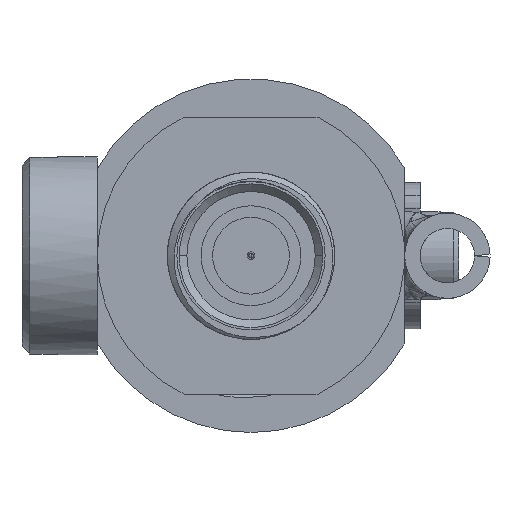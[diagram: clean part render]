
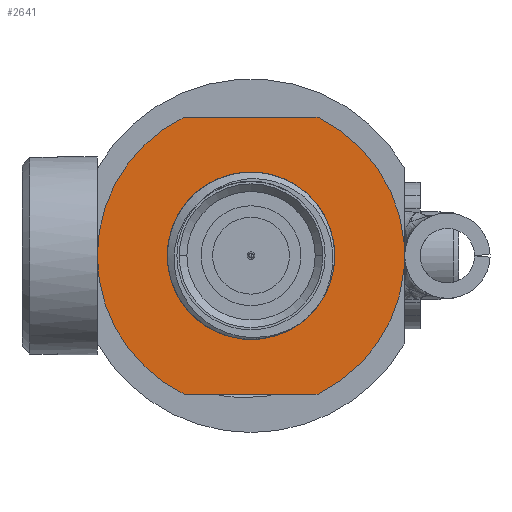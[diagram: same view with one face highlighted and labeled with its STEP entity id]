
A CAD part, left-side view. The second image highlights one B-rep face of the part: STEP entity #2641.
In plain terms, the highlighted planar face has unit normal (-1, 0, 0).
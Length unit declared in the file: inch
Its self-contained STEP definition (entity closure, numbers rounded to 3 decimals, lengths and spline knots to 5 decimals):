
#101 = EDGE_LOOP ( 'NONE', ( #10629, #5243, #12940, #13368, #5571 ) ) ;
#957 = DIRECTION ( 'NONE',  ( 0., 0., 1. ) ) ;
#1742 = VERTEX_POINT ( 'NONE', #12476 ) ;
#2191 = CIRCLE ( 'NONE', #5429, 0.3937 ) ;
#2641 = ADVANCED_FACE ( 'NONE', ( #3336, #7731 ), #8597, .T. ) ;
#2873 = VERTEX_POINT ( 'NONE', #3254 ) ;
#2929 = DIRECTION ( 'NONE',  ( -1., 0., 0. ) ) ;
#3096 = DIRECTION ( 'NONE',  ( -1., 0., 0. ) ) ;
#3254 = CARTESIAN_POINT ( 'NONE',  ( -0.05906, 0., -0.3937 ) ) ;
#3336 = FACE_BOUND ( 'NONE', #4369, .T. ) ;
#3358 = LINE ( 'NONE', #13702, #13703 ) ;
#3563 = VERTEX_POINT ( 'NONE', #9440 ) ;
#3585 = CIRCLE ( 'NONE', #7275, 0.3937 ) ;
#3795 = ORIENTED_EDGE ( 'NONE', *, *, #8335, .F. ) ;
#3941 = AXIS2_PLACEMENT_3D ( 'NONE', #12161, #6660, #957 ) ;
#4155 = DIRECTION ( 'NONE',  ( 0., 0., 1. ) ) ;
#4369 = EDGE_LOOP ( 'NONE', ( #6055, #3795 ) ) ;
#4370 = DIRECTION ( 'NONE',  ( -1., 0., 0. ) ) ;
#4419 = DIRECTION ( 'NONE',  ( 0., 0., 1. ) ) ;
#5243 = ORIENTED_EDGE ( 'NONE', *, *, #10052, .T. ) ;
#5429 = AXIS2_PLACEMENT_3D ( 'NONE', #11666, #11448, #11525 ) ;
#5494 = AXIS2_PLACEMENT_3D ( 'NONE', #14104, #7775, #8574 ) ;
#5571 = ORIENTED_EDGE ( 'NONE', *, *, #11676, .T. ) ;
#5610 = CARTESIAN_POINT ( 'NONE',  ( -0.05906, 0.35433, 0.17161 ) ) ;
#5723 = CARTESIAN_POINT ( 'NONE',  ( -0.05906, 0.35433, 0. ) ) ;
#6055 = ORIENTED_EDGE ( 'NONE', *, *, #9203, .F. ) ;
#6131 = VECTOR ( 'NONE', #4419, 39.37008 ) ;
#6295 = CIRCLE ( 'NONE', #11405, 0.18996 ) ;
#6352 = CARTESIAN_POINT ( 'NONE',  ( -0.05906, 0.35433, -0.17161 ) ) ;
#6609 = DIRECTION ( 'NONE',  ( 0., 0., 1. ) ) ;
#6660 = DIRECTION ( 'NONE',  ( -1., 0., 0. ) ) ;
#7275 = AXIS2_PLACEMENT_3D ( 'NONE', #12034, #4370, #6609 ) ;
#7286 = EDGE_CURVE ( 'NONE', #12684, #1742, #3358, .T. ) ;
#7578 = CIRCLE ( 'NONE', #12690, 0.18996 ) ;
#7731 = FACE_OUTER_BOUND ( 'NONE', #101, .T. ) ;
#7775 = DIRECTION ( 'NONE',  ( -1., 0., 0. ) ) ;
#8335 = EDGE_CURVE ( 'NONE', #3563, #11811, #6295, .T. ) ;
#8574 = DIRECTION ( 'NONE',  ( 0., 0., 1. ) ) ;
#8597 = PLANE ( 'NONE',  #3941 ) ;
#8882 = VERTEX_POINT ( 'NONE', #5610 ) ;
#9203 = EDGE_CURVE ( 'NONE', #11811, #3563, #7578, .T. ) ;
#9440 = CARTESIAN_POINT ( 'NONE',  ( -0.05906, 0., 0.18996 ) ) ;
#9723 = CARTESIAN_POINT ( 'NONE',  ( -0.05906, 0., 0. ) ) ;
#9890 = VERTEX_POINT ( 'NONE', #6352 ) ;
#9913 = LINE ( 'NONE', #5723, #6131 ) ;
#10052 = EDGE_CURVE ( 'NONE', #9890, #2873, #11746, .T. ) ;
#10141 = DIRECTION ( 'NONE',  ( 0., 0., -1. ) ) ;
#10509 = CARTESIAN_POINT ( 'NONE',  ( -0.05906, 0., -0.18996 ) ) ;
#10629 = ORIENTED_EDGE ( 'NONE', *, *, #12718, .F. ) ;
#10646 = CARTESIAN_POINT ( 'NONE',  ( -0.05906, 0., 0. ) ) ;
#11216 = CARTESIAN_POINT ( 'NONE',  ( -0.05906, -0.35433, 0.17161 ) ) ;
#11405 = AXIS2_PLACEMENT_3D ( 'NONE', #10646, #2929, #4155 ) ;
#11448 = DIRECTION ( 'NONE',  ( -1., 0., 0. ) ) ;
#11471 = EDGE_CURVE ( 'NONE', #2873, #1742, #3585, .T. ) ;
#11525 = DIRECTION ( 'NONE',  ( 0., 0., 1. ) ) ;
#11666 = CARTESIAN_POINT ( 'NONE',  ( -0.05906, 0., 0. ) ) ;
#11676 = EDGE_CURVE ( 'NONE', #12684, #8882, #2191, .T. ) ;
#11746 = CIRCLE ( 'NONE', #5494, 0.3937 ) ;
#11811 = VERTEX_POINT ( 'NONE', #10509 ) ;
#12034 = CARTESIAN_POINT ( 'NONE',  ( -0.05906, 0., 0. ) ) ;
#12161 = CARTESIAN_POINT ( 'NONE',  ( -0.05906, 0., 0. ) ) ;
#12476 = CARTESIAN_POINT ( 'NONE',  ( -0.05906, -0.35433, -0.17161 ) ) ;
#12684 = VERTEX_POINT ( 'NONE', #11216 ) ;
#12690 = AXIS2_PLACEMENT_3D ( 'NONE', #9723, #3096, #14293 ) ;
#12718 = EDGE_CURVE ( 'NONE', #9890, #8882, #9913, .T. ) ;
#12940 = ORIENTED_EDGE ( 'NONE', *, *, #11471, .T. ) ;
#13368 = ORIENTED_EDGE ( 'NONE', *, *, #7286, .F. ) ;
#13702 = CARTESIAN_POINT ( 'NONE',  ( -0.05906, -0.35433, 0. ) ) ;
#13703 = VECTOR ( 'NONE', #10141, 39.37008 ) ;
#14104 = CARTESIAN_POINT ( 'NONE',  ( -0.05906, 0., 0. ) ) ;
#14293 = DIRECTION ( 'NONE',  ( 0., 0., 1. ) ) ;
